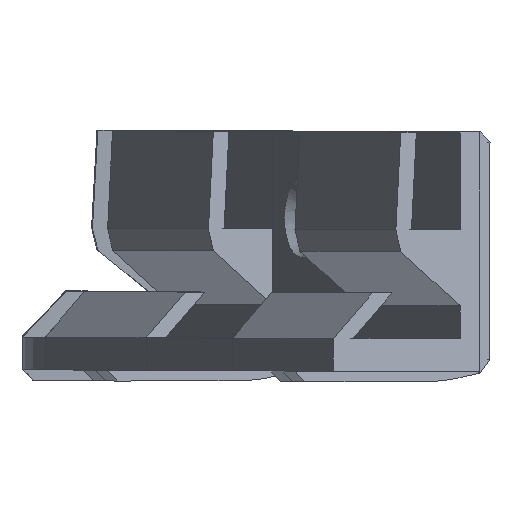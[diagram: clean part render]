
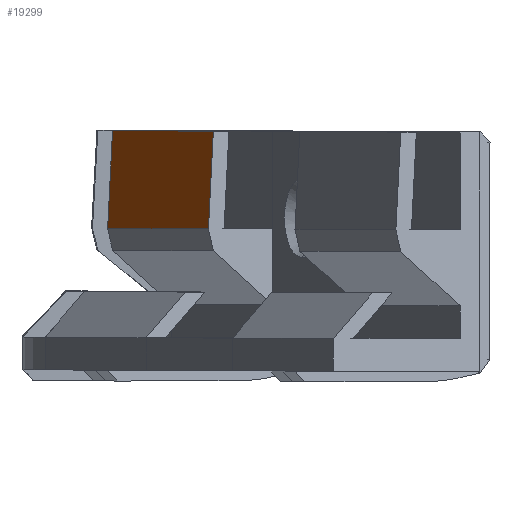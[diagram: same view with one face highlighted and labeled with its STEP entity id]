
A CAD part, left-side view. The second image highlights one B-rep face of the part: STEP entity #19299.
In plain terms, the highlighted face is planar.
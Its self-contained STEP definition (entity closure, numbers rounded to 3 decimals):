
#17404 = PLANE('',#17405);
#17405 = AXIS2_PLACEMENT_3D('',#17406,#17407,#17408);
#17406 = CARTESIAN_POINT('',(-10.5,5.766,9.503));
#17407 = DIRECTION('',(-1.,0.,0.));
#17408 = DIRECTION('',(0.,0.,1.));
#17838 = PLANE('',#17839);
#17839 = AXIS2_PLACEMENT_3D('',#17840,#17841,#17842);
#17840 = CARTESIAN_POINT('',(10.5,5.766,9.503));
#17841 = DIRECTION('',(-1.,0.,0.));
#17842 = DIRECTION('',(0.,0.,1.));
#18098 = VERTEX_POINT('',#18099);
#18099 = CARTESIAN_POINT('',(-10.5,8.1,22.));
#18113 = PLANE('',#18114);
#18114 = AXIS2_PLACEMENT_3D('',#18115,#18116,#18117);
#18115 = CARTESIAN_POINT('',(0.,6.5,22.));
#18116 = DIRECTION('',(0.,0.,-1.));
#18117 = DIRECTION('',(0.,1.,0.));
#18125 = EDGE_CURVE('',#18098,#18126,#18128,.T.);
#18126 = VERTEX_POINT('',#18127);
#18127 = CARTESIAN_POINT('',(-10.5,8.6,13.));
#18128 = SURFACE_CURVE('',#18129,(#18133,#18140),.PCURVE_S1.);
#18129 = LINE('',#18130,#18131);
#18130 = CARTESIAN_POINT('',(-10.5,8.1,22.));
#18131 = VECTOR('',#18132,1.);
#18132 = DIRECTION('',(0.,0.055,-0.998));
#18133 = PCURVE('',#17404,#18134);
#18134 = DEFINITIONAL_REPRESENTATION('',(#18135),#18139);
#18135 = LINE('',#18136,#18137);
#18136 = CARTESIAN_POINT('',(12.497,2.334));
#18137 = VECTOR('',#18138,1.);
#18138 = DIRECTION('',(-0.998,0.055));
#18139 = ( GEOMETRIC_REPRESENTATION_CONTEXT(2) 
PARAMETRIC_REPRESENTATION_CONTEXT() REPRESENTATION_CONTEXT('2D SPACE',''
  ) );
#18140 = PCURVE('',#18141,#18146);
#18141 = PLANE('',#18142);
#18142 = AXIS2_PLACEMENT_3D('',#18143,#18144,#18145);
#18143 = CARTESIAN_POINT('',(0.,8.1,22.));
#18144 = DIRECTION('',(-0.,-0.998,-0.055));
#18145 = DIRECTION('',(0.,0.055,-0.998));
#18146 = DEFINITIONAL_REPRESENTATION('',(#18147),#18151);
#18147 = LINE('',#18148,#18149);
#18148 = CARTESIAN_POINT('',(0.,-10.5));
#18149 = VECTOR('',#18150,1.);
#18150 = DIRECTION('',(1.,0.));
#18151 = ( GEOMETRIC_REPRESENTATION_CONTEXT(2) 
PARAMETRIC_REPRESENTATION_CONTEXT() REPRESENTATION_CONTEXT('2D SPACE',''
  ) );
#18169 = PLANE('',#18170);
#18170 = AXIS2_PLACEMENT_3D('',#18171,#18172,#18173);
#18171 = CARTESIAN_POINT('',(0.,8.6,13.));
#18172 = DIRECTION('',(0.,-0.97,0.243));
#18173 = DIRECTION('',(-0.,-0.243,-0.97));
#18944 = VERTEX_POINT('',#18945);
#18945 = CARTESIAN_POINT('',(10.5,8.1,22.));
#18966 = EDGE_CURVE('',#18944,#18967,#18969,.T.);
#18967 = VERTEX_POINT('',#18968);
#18968 = CARTESIAN_POINT('',(10.5,8.6,13.));
#18969 = SURFACE_CURVE('',#18970,(#18974,#18981),.PCURVE_S1.);
#18970 = LINE('',#18971,#18972);
#18971 = CARTESIAN_POINT('',(10.5,8.1,22.));
#18972 = VECTOR('',#18973,1.);
#18973 = DIRECTION('',(0.,0.055,-0.998));
#18974 = PCURVE('',#17838,#18975);
#18975 = DEFINITIONAL_REPRESENTATION('',(#18976),#18980);
#18976 = LINE('',#18977,#18978);
#18977 = CARTESIAN_POINT('',(12.497,2.334));
#18978 = VECTOR('',#18979,1.);
#18979 = DIRECTION('',(-0.998,0.055));
#18980 = ( GEOMETRIC_REPRESENTATION_CONTEXT(2) 
PARAMETRIC_REPRESENTATION_CONTEXT() REPRESENTATION_CONTEXT('2D SPACE',''
  ) );
#18981 = PCURVE('',#18141,#18982);
#18982 = DEFINITIONAL_REPRESENTATION('',(#18983),#18987);
#18983 = LINE('',#18984,#18985);
#18984 = CARTESIAN_POINT('',(0.,10.5));
#18985 = VECTOR('',#18986,1.);
#18986 = DIRECTION('',(1.,0.));
#18987 = ( GEOMETRIC_REPRESENTATION_CONTEXT(2) 
PARAMETRIC_REPRESENTATION_CONTEXT() REPRESENTATION_CONTEXT('2D SPACE',''
  ) );
#19277 = EDGE_CURVE('',#18944,#18098,#19278,.T.);
#19278 = SURFACE_CURVE('',#19279,(#19283,#19290),.PCURVE_S1.);
#19279 = LINE('',#19280,#19281);
#19280 = CARTESIAN_POINT('',(10.5,8.1,22.));
#19281 = VECTOR('',#19282,1.);
#19282 = DIRECTION('',(-1.,0.,0.));
#19283 = PCURVE('',#18113,#19284);
#19284 = DEFINITIONAL_REPRESENTATION('',(#19285),#19289);
#19285 = LINE('',#19286,#19287);
#19286 = CARTESIAN_POINT('',(1.6,10.5));
#19287 = VECTOR('',#19288,1.);
#19288 = DIRECTION('',(0.,-1.));
#19289 = ( GEOMETRIC_REPRESENTATION_CONTEXT(2) 
PARAMETRIC_REPRESENTATION_CONTEXT() REPRESENTATION_CONTEXT('2D SPACE',''
  ) );
#19290 = PCURVE('',#18141,#19291);
#19291 = DEFINITIONAL_REPRESENTATION('',(#19292),#19296);
#19292 = LINE('',#19293,#19294);
#19293 = CARTESIAN_POINT('',(0.,10.5));
#19294 = VECTOR('',#19295,1.);
#19295 = DIRECTION('',(0.,-1.));
#19296 = ( GEOMETRIC_REPRESENTATION_CONTEXT(2) 
PARAMETRIC_REPRESENTATION_CONTEXT() REPRESENTATION_CONTEXT('2D SPACE',''
  ) );
#19299 = ADVANCED_FACE('',(#19300),#18141,.F.);
#19300 = FACE_BOUND('',#19301,.F.);
#19301 = EDGE_LOOP('',(#19302,#19303,#19324,#19325));
#19302 = ORIENTED_EDGE('',*,*,#18125,.T.);
#19303 = ORIENTED_EDGE('',*,*,#19304,.F.);
#19304 = EDGE_CURVE('',#18967,#18126,#19305,.T.);
#19305 = SURFACE_CURVE('',#19306,(#19310,#19317),.PCURVE_S1.);
#19306 = LINE('',#19307,#19308);
#19307 = CARTESIAN_POINT('',(10.5,8.6,13.));
#19308 = VECTOR('',#19309,1.);
#19309 = DIRECTION('',(-1.,0.,0.));
#19310 = PCURVE('',#18141,#19311);
#19311 = DEFINITIONAL_REPRESENTATION('',(#19312),#19316);
#19312 = LINE('',#19313,#19314);
#19313 = CARTESIAN_POINT('',(9.014,10.5));
#19314 = VECTOR('',#19315,1.);
#19315 = DIRECTION('',(0.,-1.));
#19316 = ( GEOMETRIC_REPRESENTATION_CONTEXT(2) 
PARAMETRIC_REPRESENTATION_CONTEXT() REPRESENTATION_CONTEXT('2D SPACE',''
  ) );
#19317 = PCURVE('',#18169,#19318);
#19318 = DEFINITIONAL_REPRESENTATION('',(#19319),#19323);
#19319 = LINE('',#19320,#19321);
#19320 = CARTESIAN_POINT('',(-0.,10.5));
#19321 = VECTOR('',#19322,1.);
#19322 = DIRECTION('',(0.,-1.));
#19323 = ( GEOMETRIC_REPRESENTATION_CONTEXT(2) 
PARAMETRIC_REPRESENTATION_CONTEXT() REPRESENTATION_CONTEXT('2D SPACE',''
  ) );
#19324 = ORIENTED_EDGE('',*,*,#18966,.F.);
#19325 = ORIENTED_EDGE('',*,*,#19277,.T.);
